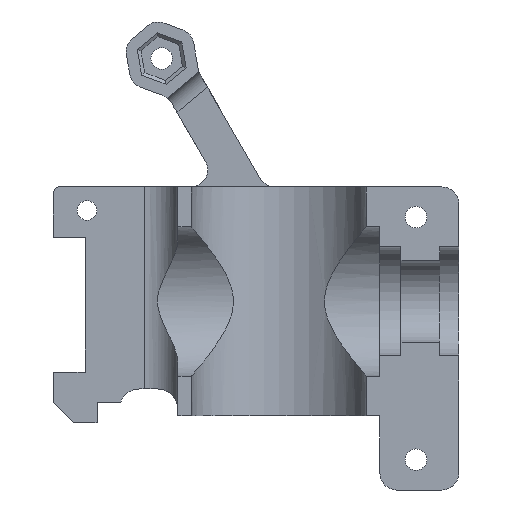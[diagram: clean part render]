
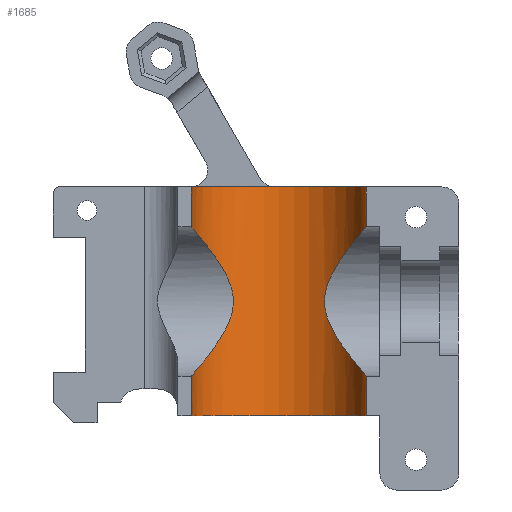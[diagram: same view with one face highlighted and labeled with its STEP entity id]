
A CAD part, front view. The second image highlights one B-rep face of the part: STEP entity #1685.
In plain terms, the highlighted cylindrical face has radius 13 mm (diameter 26 mm), a partial arc.
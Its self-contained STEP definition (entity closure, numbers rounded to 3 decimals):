
#187=FACE_OUTER_BOUND('',#303,.T.);
#303=EDGE_LOOP('',(#1520,#1521,#1522,#1523,#1524,#1525,#1526,#1527));
#323=CIRCLE('',#1711,13.);
#370=CIRCLE('',#1837,13.);
#421=LINE('',#2539,#586);
#431=LINE('',#2564,#596);
#453=LINE('',#2615,#618);
#538=LINE('',#2891,#703);
#586=VECTOR('',#1956,10.);
#596=VECTOR('',#1974,10.);
#618=VECTOR('',#2024,10.);
#703=VECTOR('',#2297,10.);
#707=B_SPLINE_CURVE_WITH_KNOTS('',3,(#2470,#2471,#2472,#2473,#2474,#2475,
#2476,#2477,#2478,#2479,#2480,#2481,#2482,#2483,#2484,#2485,#2486,#2487,
#2488,#2489,#2490,#2491,#2492,#2493,#2494,#2495),.UNSPECIFIED.,.F.,.F.,
(4,2,2,2,2,2,2,2,2,2,2,2,4),(1.826,2.048,2.271,
2.716,3.183,3.417,3.651,3.885,
4.119,4.586,5.032,5.254,5.477),
 .UNSPECIFIED.);
#708=B_SPLINE_CURVE_WITH_KNOTS('',3,(#2503,#2504,#2505,#2506,#2507,#2508,
#2509,#2510,#2511,#2512,#2513,#2514,#2515,#2516,#2517,#2518,#2519,#2520,
#2521,#2522,#2523,#2524,#2525,#2526,#2527,#2528),.UNSPECIFIED.,.F.,.F.,
(4,2,2,2,2,2,2,2,2,2,2,2,4),(1.826,2.048,2.271,
2.716,3.183,3.417,3.651,3.885,
4.119,4.586,5.032,5.254,5.477),
 .UNSPECIFIED.);
#732=VERTEX_POINT('',#2411);
#733=VERTEX_POINT('',#2413);
#756=VERTEX_POINT('',#2468);
#757=VERTEX_POINT('',#2469);
#759=VERTEX_POINT('',#2501);
#760=VERTEX_POINT('',#2502);
#763=VERTEX_POINT('',#2538);
#774=VERTEX_POINT('',#2562);
#898=EDGE_CURVE('',#732,#733,#323,.T.);
#925=EDGE_CURVE('',#756,#757,#707,.T.);
#929=EDGE_CURVE('',#759,#760,#708,.T.);
#935=EDGE_CURVE('',#759,#763,#421,.T.);
#948=EDGE_CURVE('',#774,#757,#431,.T.);
#974=EDGE_CURVE('',#733,#760,#453,.T.);
#1097=EDGE_CURVE('',#756,#732,#538,.T.);
#1098=EDGE_CURVE('',#763,#774,#370,.T.);
#1520=ORIENTED_EDGE('',*,*,#929,.T.);
#1521=ORIENTED_EDGE('',*,*,#974,.F.);
#1522=ORIENTED_EDGE('',*,*,#898,.F.);
#1523=ORIENTED_EDGE('',*,*,#1097,.F.);
#1524=ORIENTED_EDGE('',*,*,#925,.T.);
#1525=ORIENTED_EDGE('',*,*,#948,.F.);
#1526=ORIENTED_EDGE('',*,*,#1098,.F.);
#1527=ORIENTED_EDGE('',*,*,#935,.F.);
#1599=CYLINDRICAL_SURFACE('',#1836,13.);
#1685=ADVANCED_FACE('',(#187),#1599,.F.);
#1711=AXIS2_PLACEMENT_3D('',#2414,#1899,#1900);
#1836=AXIS2_PLACEMENT_3D('',#2890,#2295,#2296);
#1837=AXIS2_PLACEMENT_3D('',#2892,#2298,#2299);
#1899=DIRECTION('center_axis',(0.,0.,-1.));
#1900=DIRECTION('ref_axis',(-1.,0.,0.));
#1956=DIRECTION('',(0.,0.,-1.));
#1974=DIRECTION('',(0.,0.,1.));
#2024=DIRECTION('',(0.,0.,-1.));
#2295=DIRECTION('center_axis',(0.,0.,1.));
#2296=DIRECTION('ref_axis',(-1.,0.,0.));
#2297=DIRECTION('',(0.,0.,1.));
#2298=DIRECTION('center_axis',(0.,0.,1.));
#2299=DIRECTION('ref_axis',(-1.,0.,0.));
#2411=CARTESIAN_POINT('',(-18.85,0.,17.));
#2413=CARTESIAN_POINT('',(7.15,0.,17.));
#2414=CARTESIAN_POINT('Origin',(-5.85,0.,17.));
#2468=CARTESIAN_POINT('',(-18.85,0.,11.1));
#2469=CARTESIAN_POINT('',(-18.85,0.,-11.1));
#2470=CARTESIAN_POINT('Ctrl Pts',(-18.85,0.,11.1));
#2471=CARTESIAN_POINT('Ctrl Pts',(-18.85,0.742,11.1));
#2472=CARTESIAN_POINT('Ctrl Pts',(-18.785,1.496,11.024));
#2473=CARTESIAN_POINT('Ctrl Pts',(-18.528,2.971,10.721));
#2474=CARTESIAN_POINT('Ctrl Pts',(-18.336,3.692,10.494));
#2475=CARTESIAN_POINT('Ctrl Pts',(-17.608,5.731,9.621));
#2476=CARTESIAN_POINT('Ctrl Pts',(-16.914,6.924,8.774));
#2477=CARTESIAN_POINT('Ctrl Pts',(-15.477,8.821,6.877));
#2478=CARTESIAN_POINT('Ctrl Pts',(-14.614,9.645,5.68));
#2479=CARTESIAN_POINT('Ctrl Pts',(-13.536,10.495,3.686));
#2480=CARTESIAN_POINT('Ctrl Pts',(-13.215,10.716,2.988));
#2481=CARTESIAN_POINT('Ctrl Pts',(-12.755,11.018,1.535));
#2482=CARTESIAN_POINT('Ctrl Pts',(-12.617,11.1,0.779));
#2483=CARTESIAN_POINT('Ctrl Pts',(-12.617,11.1,-0.779));
#2484=CARTESIAN_POINT('Ctrl Pts',(-12.755,11.018,-1.535));
#2485=CARTESIAN_POINT('Ctrl Pts',(-13.215,10.716,-2.988));
#2486=CARTESIAN_POINT('Ctrl Pts',(-13.536,10.495,-3.686));
#2487=CARTESIAN_POINT('Ctrl Pts',(-14.614,9.645,-5.68));
#2488=CARTESIAN_POINT('Ctrl Pts',(-15.477,8.821,-6.877));
#2489=CARTESIAN_POINT('Ctrl Pts',(-16.914,6.924,-8.774));
#2490=CARTESIAN_POINT('Ctrl Pts',(-17.608,5.731,-9.621));
#2491=CARTESIAN_POINT('Ctrl Pts',(-18.336,3.692,-10.494));
#2492=CARTESIAN_POINT('Ctrl Pts',(-18.528,2.971,-10.721));
#2493=CARTESIAN_POINT('Ctrl Pts',(-18.785,1.496,-11.024));
#2494=CARTESIAN_POINT('Ctrl Pts',(-18.85,0.742,-11.1));
#2495=CARTESIAN_POINT('Ctrl Pts',(-18.85,0.,-11.1));
#2501=CARTESIAN_POINT('',(7.15,0.,-11.1));
#2502=CARTESIAN_POINT('',(7.15,0.,11.1));
#2503=CARTESIAN_POINT('Ctrl Pts',(7.15,0.,-11.1));
#2504=CARTESIAN_POINT('Ctrl Pts',(7.15,0.742,-11.1));
#2505=CARTESIAN_POINT('Ctrl Pts',(7.085,1.496,-11.024));
#2506=CARTESIAN_POINT('Ctrl Pts',(6.828,2.971,-10.721));
#2507=CARTESIAN_POINT('Ctrl Pts',(6.636,3.692,-10.494));
#2508=CARTESIAN_POINT('Ctrl Pts',(5.908,5.731,-9.621));
#2509=CARTESIAN_POINT('Ctrl Pts',(5.214,6.924,-8.774));
#2510=CARTESIAN_POINT('Ctrl Pts',(3.777,8.821,-6.877));
#2511=CARTESIAN_POINT('Ctrl Pts',(2.914,9.645,-5.68));
#2512=CARTESIAN_POINT('Ctrl Pts',(1.836,10.495,-3.686));
#2513=CARTESIAN_POINT('Ctrl Pts',(1.515,10.716,-2.988));
#2514=CARTESIAN_POINT('Ctrl Pts',(1.055,11.018,-1.535));
#2515=CARTESIAN_POINT('Ctrl Pts',(0.917,11.1,-0.779));
#2516=CARTESIAN_POINT('Ctrl Pts',(0.917,11.1,0.779));
#2517=CARTESIAN_POINT('Ctrl Pts',(1.055,11.018,1.535));
#2518=CARTESIAN_POINT('Ctrl Pts',(1.515,10.716,2.988));
#2519=CARTESIAN_POINT('Ctrl Pts',(1.836,10.495,3.686));
#2520=CARTESIAN_POINT('Ctrl Pts',(2.914,9.645,5.68));
#2521=CARTESIAN_POINT('Ctrl Pts',(3.777,8.821,6.877));
#2522=CARTESIAN_POINT('Ctrl Pts',(5.214,6.924,8.774));
#2523=CARTESIAN_POINT('Ctrl Pts',(5.908,5.731,9.621));
#2524=CARTESIAN_POINT('Ctrl Pts',(6.636,3.692,10.494));
#2525=CARTESIAN_POINT('Ctrl Pts',(6.828,2.971,10.721));
#2526=CARTESIAN_POINT('Ctrl Pts',(7.085,1.496,11.024));
#2527=CARTESIAN_POINT('Ctrl Pts',(7.15,0.742,11.1));
#2528=CARTESIAN_POINT('Ctrl Pts',(7.15,0.,11.1));
#2538=CARTESIAN_POINT('',(7.15,0.,-17.));
#2539=CARTESIAN_POINT('',(7.15,0.,-17.));
#2562=CARTESIAN_POINT('',(-18.85,0.,-17.));
#2564=CARTESIAN_POINT('',(-18.85,0.,-17.));
#2615=CARTESIAN_POINT('',(7.15,0.,-17.));
#2890=CARTESIAN_POINT('Origin',(-5.85,0.,-17.));
#2891=CARTESIAN_POINT('',(-18.85,0.,-17.));
#2892=CARTESIAN_POINT('Origin',(-5.85,0.,-17.));
